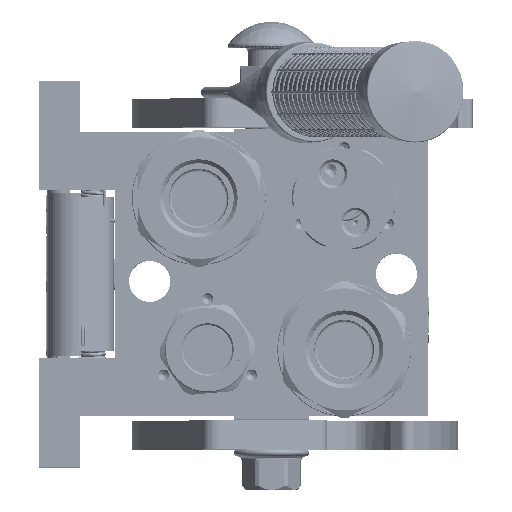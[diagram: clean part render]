
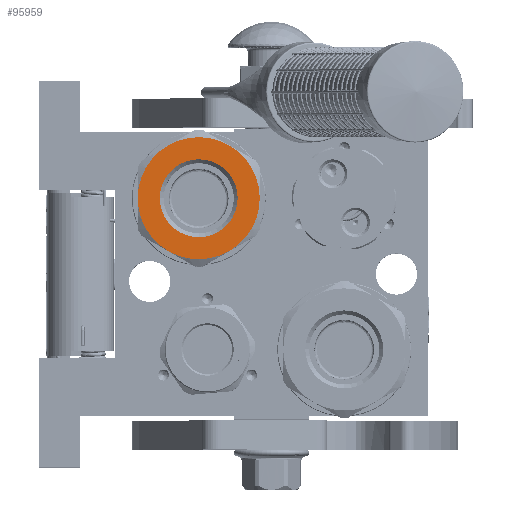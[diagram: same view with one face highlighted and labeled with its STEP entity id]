
A CAD part, top view. The second image highlights one B-rep face of the part: STEP entity #95959.
In plain terms, the highlighted face is planar.
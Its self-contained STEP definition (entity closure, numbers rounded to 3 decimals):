
#3065 = DIRECTION ( 'NONE',  ( -1., 0., 0. ) ) ;
#3726 = DIRECTION ( 'NONE',  ( 0., 0.5, 0.866 ) ) ;
#3991 = DIRECTION ( 'NONE',  ( -1., 0., 0. ) ) ;
#4631 = PLANE ( 'NONE',  #45126 ) ;
#5682 = FACE_BOUND ( 'NONE', #191655, .T. ) ;
#5990 = CIRCLE ( 'NONE', #50094, 13.4 ) ;
#15638 = ORIENTED_EDGE ( 'NONE', *, *, #141233, .T. ) ;
#19944 = DIRECTION ( 'NONE',  ( 1., 0., 0. ) ) ;
#19987 = ORIENTED_EDGE ( 'NONE', *, *, #85826, .F. ) ;
#23468 = CARTESIAN_POINT ( 'NONE',  ( 100.6, 0., 21. ) ) ;
#28297 = DIRECTION ( 'NONE',  ( -1., 0., 0. ) ) ;
#28623 = CIRCLE ( 'NONE', #144140, 21. ) ;
#28806 = CIRCLE ( 'NONE', #168684, 21. ) ;
#30207 = DIRECTION ( 'NONE',  ( 1., 0., 0. ) ) ;
#40226 = CARTESIAN_POINT ( 'NONE',  ( 100.6, 13.4, 0. ) ) ;
#42225 = ORIENTED_EDGE ( 'NONE', *, *, #200423, .T. ) ;
#43713 = VERTEX_POINT ( 'NONE', #40226 ) ;
#45126 = AXIS2_PLACEMENT_3D ( 'NONE', #204178, #3065, #95709 ) ;
#46397 = DIRECTION ( 'NONE',  ( 0., -0.5, -0.866 ) ) ;
#50094 = AXIS2_PLACEMENT_3D ( 'NONE', #76099, #111015, #94358 ) ;
#51273 = CIRCLE ( 'NONE', #107649, 21. ) ;
#54400 = ORIENTED_EDGE ( 'NONE', *, *, #218970, .T. ) ;
#56249 = AXIS2_PLACEMENT_3D ( 'NONE', #167084, #3991, #148853 ) ;
#56996 = VERTEX_POINT ( 'NONE', #78732 ) ;
#58733 = ORIENTED_EDGE ( 'NONE', *, *, #143943, .T. ) ;
#64287 = DIRECTION ( 'NONE',  ( 0., -1., 0. ) ) ;
#70510 = EDGE_CURVE ( 'NONE', #160682, #56996, #28623, .T. ) ;
#76099 = CARTESIAN_POINT ( 'NONE',  ( 100.6, 0., 0. ) ) ;
#76923 = CARTESIAN_POINT ( 'NONE',  ( 100.6, 0., 0. ) ) ;
#77518 = DIRECTION ( 'NONE',  ( 1., 0., 0. ) ) ;
#78568 = CIRCLE ( 'NONE', #113859, 21. ) ;
#78732 = CARTESIAN_POINT ( 'NONE',  ( 100.6, 10.5, -18.187 ) ) ;
#80716 = ORIENTED_EDGE ( 'NONE', *, *, #143619, .T. ) ;
#85826 = EDGE_CURVE ( 'NONE', #112515, #160682, #160742, .T. ) ;
#92751 = DIRECTION ( 'NONE',  ( 0., -0.5, 0.866 ) ) ;
#94358 = DIRECTION ( 'NONE',  ( 0., 1., 0. ) ) ;
#95709 = DIRECTION ( 'NONE',  ( 0., 0., 1. ) ) ;
#95959 = ADVANCED_FACE ( 'NONE', ( #221090, #5682 ), #4631, .F. ) ;
#101486 = CARTESIAN_POINT ( 'NONE',  ( 100.6, 0., 0. ) ) ;
#102695 = CIRCLE ( 'NONE', #200072, 21. ) ;
#107254 = CARTESIAN_POINT ( 'NONE',  ( 100.6, -13.4, 0. ) ) ;
#107649 = AXIS2_PLACEMENT_3D ( 'NONE', #76923, #19944, #222592 ) ;
#111015 = DIRECTION ( 'NONE',  ( -1., 0., 0. ) ) ;
#112515 = VERTEX_POINT ( 'NONE', #149258 ) ;
#113167 = CARTESIAN_POINT ( 'NONE',  ( 100.6, 0., 0. ) ) ;
#113859 = AXIS2_PLACEMENT_3D ( 'NONE', #101486, #30207, #64287 ) ;
#114273 = VERTEX_POINT ( 'NONE', #214508 ) ;
#120188 = DIRECTION ( 'NONE',  ( 0., 1., 0. ) ) ;
#123189 = CARTESIAN_POINT ( 'NONE',  ( 100.6, 21., 0. ) ) ;
#125934 = VERTEX_POINT ( 'NONE', #23468 ) ;
#127734 = AXIS2_PLACEMENT_3D ( 'NONE', #113167, #77518, #130558 ) ;
#128268 = EDGE_LOOP ( 'NONE', ( #42225, #80716, #216816, #189797, #19987, #58733, #15638 ) ) ;
#130558 = DIRECTION ( 'NONE',  ( 0., 0.5, 0.866 ) ) ;
#131926 = DIRECTION ( 'NONE',  ( -1., 0., 0. ) ) ;
#141233 = EDGE_CURVE ( 'NONE', #125934, #143444, #51273, .T. ) ;
#143444 = VERTEX_POINT ( 'NONE', #200640 ) ;
#143619 = EDGE_CURVE ( 'NONE', #114273, #214140, #78568, .T. ) ;
#143943 = EDGE_CURVE ( 'NONE', #112515, #125934, #222596, .T. ) ;
#144140 = AXIS2_PLACEMENT_3D ( 'NONE', #228685, #28297, #120188 ) ;
#148853 = DIRECTION ( 'NONE',  ( 0., -1., 0. ) ) ;
#149258 = CARTESIAN_POINT ( 'NONE',  ( 100.6, 10.5, 18.187 ) ) ;
#151678 = CARTESIAN_POINT ( 'NONE',  ( 100.6, 0., 0. ) ) ;
#153850 = EDGE_CURVE ( 'NONE', #227872, #43713, #194514, .T. ) ;
#154824 = CARTESIAN_POINT ( 'NONE',  ( 100.6, 0., 0. ) ) ;
#160682 = VERTEX_POINT ( 'NONE', #123189 ) ;
#160742 = CIRCLE ( 'NONE', #210138, 21. ) ;
#164724 = DIRECTION ( 'NONE',  ( 1., 0., 0. ) ) ;
#167084 = CARTESIAN_POINT ( 'NONE',  ( 100.6, 0., 0. ) ) ;
#168684 = AXIS2_PLACEMENT_3D ( 'NONE', #202771, #164724, #92751 ) ;
#171510 = DIRECTION ( 'NONE',  ( 1., 0., 0. ) ) ;
#185106 = CARTESIAN_POINT ( 'NONE',  ( 100.6, -10.5, -18.187 ) ) ;
#189797 = ORIENTED_EDGE ( 'NONE', *, *, #70510, .F. ) ;
#191655 = EDGE_LOOP ( 'NONE', ( #231586, #54400 ) ) ;
#194514 = CIRCLE ( 'NONE', #56249, 13.4 ) ;
#194812 = EDGE_CURVE ( 'NONE', #214140, #56996, #102695, .T. ) ;
#200072 = AXIS2_PLACEMENT_3D ( 'NONE', #154824, #171510, #46397 ) ;
#200423 = EDGE_CURVE ( 'NONE', #143444, #114273, #28806, .T. ) ;
#200640 = CARTESIAN_POINT ( 'NONE',  ( 100.6, -10.5, 18.187 ) ) ;
#202771 = CARTESIAN_POINT ( 'NONE',  ( 100.6, 0., 0. ) ) ;
#204178 = CARTESIAN_POINT ( 'NONE',  ( 100.6, 0., 0. ) ) ;
#210138 = AXIS2_PLACEMENT_3D ( 'NONE', #151678, #131926, #3726 ) ;
#214140 = VERTEX_POINT ( 'NONE', #185106 ) ;
#214508 = CARTESIAN_POINT ( 'NONE',  ( 100.6, -21., 0. ) ) ;
#216816 = ORIENTED_EDGE ( 'NONE', *, *, #194812, .T. ) ;
#218970 = EDGE_CURVE ( 'NONE', #43713, #227872, #5990, .T. ) ;
#221090 = FACE_OUTER_BOUND ( 'NONE', #128268, .T. ) ;
#222592 = DIRECTION ( 'NONE',  ( 0., 0.5, 0.866 ) ) ;
#222596 = CIRCLE ( 'NONE', #127734, 21. ) ;
#227872 = VERTEX_POINT ( 'NONE', #107254 ) ;
#228685 = CARTESIAN_POINT ( 'NONE',  ( 100.6, 0., 0. ) ) ;
#231586 = ORIENTED_EDGE ( 'NONE', *, *, #153850, .T. ) ;
